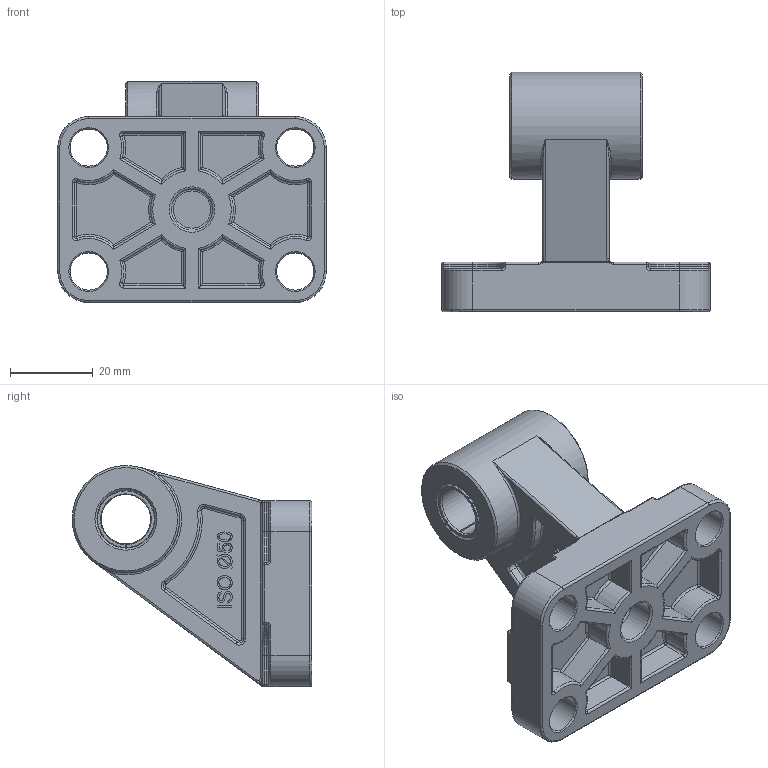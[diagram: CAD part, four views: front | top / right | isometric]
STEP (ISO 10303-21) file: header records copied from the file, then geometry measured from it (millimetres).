
FILE_DESCRIPTION((''),'2;1');
FILE_NAME('ASI050.stp','2013-11-15T09:56:06',('carlo.corazza'),(''),'Autodesk Inventor 2012','Autodesk Inventor 2012','');
FILE_SCHEMA(('AUTOMOTIVE_DESIGN { 1 0 10303 214 1 1 1 1 }'));
Length unit declared in the file: millimetre
Products named in the file (1): ASI050
Bounding box: 65 x 58 x 53.5 mm (x, y, z)
Volume: 48970.5 mm3; surface area: 18114.6 mm2
Topology: 1 solids, 1 shells, 457 faces, 1088 edges, 645 vertices
Faces by surface type: cylinder 147, bspline 97, plane 97, torus 80, cone 20, sphere 16
Full cylindrical faces by diameter (mm): 9 x4, 10 x1, 14 x1, 26 x1
Entity records: 15780 total; most frequent: CARTESIAN_POINT 5401, ORIENTED_EDGE 2088, DIRECTION 1952, EDGE_CURVE 1044, AXIS2_PLACEMENT_3D 765, VERTEX_POINT 630, EDGE_LOOP 508, STYLED_ITEM 458
